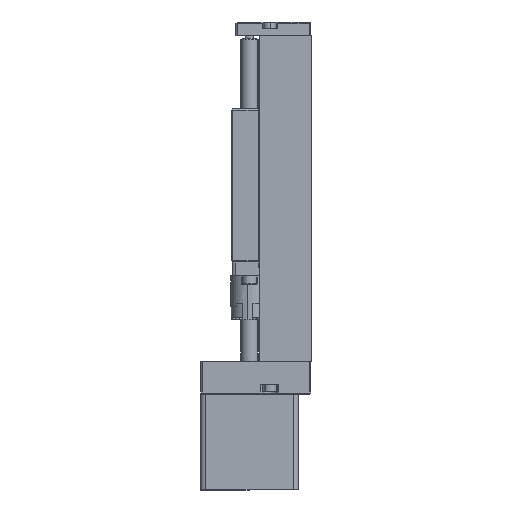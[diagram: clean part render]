
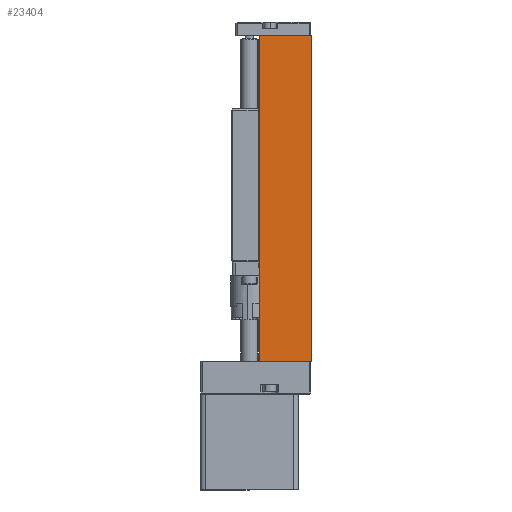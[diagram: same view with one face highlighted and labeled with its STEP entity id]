
A CAD part, left-side view. The second image highlights one B-rep face of the part: STEP entity #23404.
In plain terms, the highlighted planar face has unit normal (-1, 0, 0).
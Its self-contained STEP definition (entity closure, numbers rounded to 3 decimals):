
#2851 = VERTEX_POINT ( 'NONE', #45826 ) ;
#5852 = VECTOR ( 'NONE', #66705, 1000. ) ;
#7484 = VECTOR ( 'NONE', #25982, 1000. ) ;
#8138 = DIRECTION ( 'NONE',  ( 1., 0., 0. ) ) ;
#12123 = EDGE_CURVE ( 'NONE', #49532, #2851, #30829, .T. ) ;
#14856 = CARTESIAN_POINT ( 'NONE',  ( -21.755, 5., 117. ) ) ;
#16773 = LINE ( 'NONE', #32924, #48014 ) ;
#19398 = DIRECTION ( 'NONE',  ( 0., 0., -1. ) ) ;
#19758 = PLANE ( 'NONE',  #22025 ) ;
#21131 = VERTEX_POINT ( 'NONE', #68357 ) ;
#22025 = AXIS2_PLACEMENT_3D ( 'NONE', #14856, #8138, #19398 ) ;
#23404 = ADVANCED_FACE ( 'NONE', ( #31717 ), #19758, .F. ) ;
#24570 = ORIENTED_EDGE ( 'NONE', *, *, #29158, .F. ) ;
#25982 = DIRECTION ( 'NONE',  ( 0., -1., 0. ) ) ;
#27553 = VECTOR ( 'NONE', #66743, 1000. ) ;
#29076 = EDGE_CURVE ( 'NONE', #21131, #49532, #60376, .T. ) ;
#29158 = EDGE_CURVE ( 'NONE', #21131, #58529, #16773, .T. ) ;
#30829 = LINE ( 'NONE', #60132, #7484 ) ;
#31717 = FACE_OUTER_BOUND ( 'NONE', #65315, .T. ) ;
#32924 = CARTESIAN_POINT ( 'NONE',  ( -21.755, 0., 117. ) ) ;
#34247 = ORIENTED_EDGE ( 'NONE', *, *, #12123, .T. ) ;
#37561 = ORIENTED_EDGE ( 'NONE', *, *, #29076, .T. ) ;
#43800 = CARTESIAN_POINT ( 'NONE',  ( -21.755, 18.5, 117. ) ) ;
#45663 = DIRECTION ( 'NONE',  ( 0., -1., 0. ) ) ;
#45826 = CARTESIAN_POINT ( 'NONE',  ( -21.755, 0., 0. ) ) ;
#48014 = VECTOR ( 'NONE', #45663, 1000. ) ;
#48423 = CARTESIAN_POINT ( 'NONE',  ( -21.755, 0., 117. ) ) ;
#49532 = VERTEX_POINT ( 'NONE', #71270 ) ;
#55807 = LINE ( 'NONE', #48423, #5852 ) ;
#57821 = ORIENTED_EDGE ( 'NONE', *, *, #64561, .F. ) ;
#58529 = VERTEX_POINT ( 'NONE', #64796 ) ;
#60132 = CARTESIAN_POINT ( 'NONE',  ( -21.755, 5., 0. ) ) ;
#60376 = LINE ( 'NONE', #43800, #27553 ) ;
#64561 = EDGE_CURVE ( 'NONE', #58529, #2851, #55807, .T. ) ;
#64796 = CARTESIAN_POINT ( 'NONE',  ( -21.755, 0., 117. ) ) ;
#65315 = EDGE_LOOP ( 'NONE', ( #34247, #57821, #24570, #37561 ) ) ;
#66705 = DIRECTION ( 'NONE',  ( 0., 0., -1. ) ) ;
#66743 = DIRECTION ( 'NONE',  ( 0., 0., -1. ) ) ;
#68357 = CARTESIAN_POINT ( 'NONE',  ( -21.755, 18.5, 117. ) ) ;
#71270 = CARTESIAN_POINT ( 'NONE',  ( -21.755, 18.5, 0. ) ) ;
